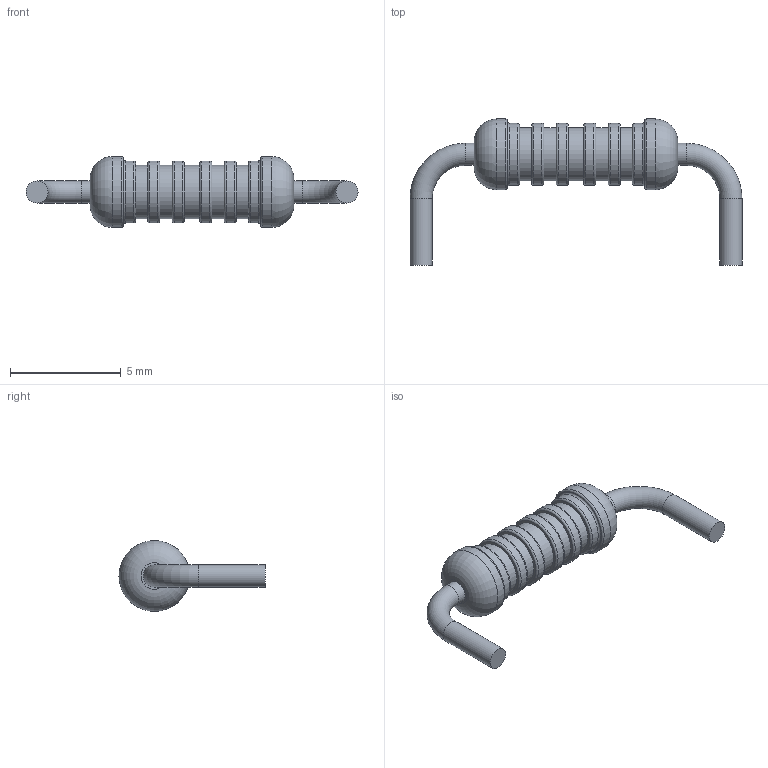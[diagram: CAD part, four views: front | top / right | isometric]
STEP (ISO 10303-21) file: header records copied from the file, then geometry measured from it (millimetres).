
FILE_DESCRIPTION(('HOOPS Exchange Step'),'2;1');
FILE_NAME('777bf883fc85f82cbba207f401a7fd5d20210322-1-1ncu6wm.SLDPRT.step','2021-03-22T16:51:50+00:00',('root'),('Unknown organisation'),'HOOPS Exchange 2021.0','HOOPS Exchange','Unknown authorisation');
FILE_SCHEMA( ('AUTOMOTIVE_DESIGN { 1 0 10303 214 1 1 1 1 }') );
Length unit declared in the file: millimetre
Products named in the file (2): Default; 777bf883fc85f82cbba207f401a7fd5d20210322-1-1ncu6wm
Assembly tree (1 placements, depth 2):
  777bf883fc85f82cbba207f401a7fd5d20210322-1-1ncu6wm
    Default
Bounding box: 15 x 6.6 x 3.2 mm (x, y, z)
Volume: 64 mm3; surface area: 143.9 mm2
Topology: 1 solids, 1 shells, 51 faces, 94 edges, 59 vertices
Faces by surface type: torus 18, cylinder 17, plane 16
Full cylindrical faces by diameter (mm): 1 x4, 2.4 x5, 2.8 x6, 3.2 x2
Entity records: 1391 total; most frequent: DIRECTION 279, CARTESIAN_POINT 207, ORIENTED_EDGE 188, AXIS2_PLACEMENT_3D 131, EDGE_CURVE 94, CIRCLE 77, EDGE_LOOP 65, FACE_BOUND 65
